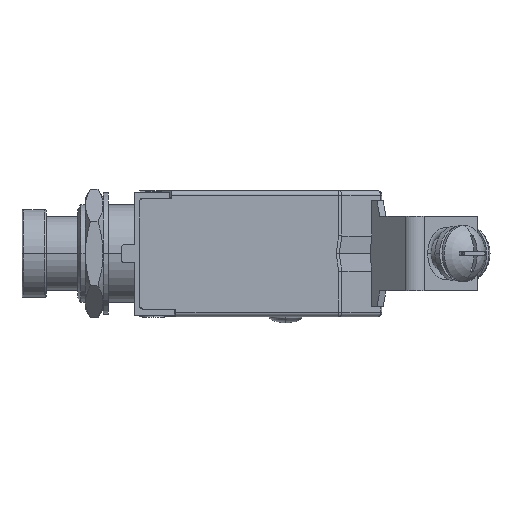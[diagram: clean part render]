
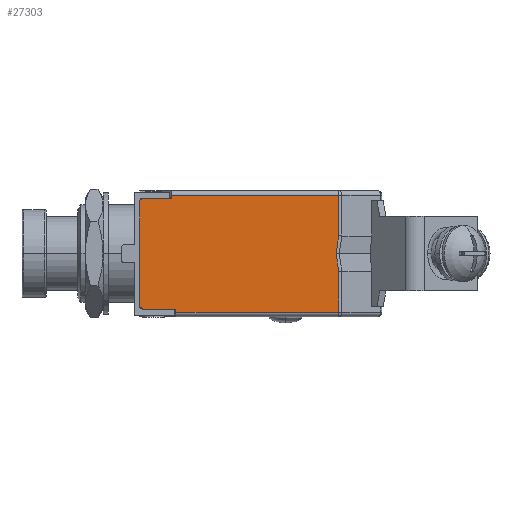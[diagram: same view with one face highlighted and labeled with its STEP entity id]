
A CAD part, left-side view. The second image highlights one B-rep face of the part: STEP entity #27303.
In plain terms, the highlighted planar face has unit normal (-1, 0, 0).
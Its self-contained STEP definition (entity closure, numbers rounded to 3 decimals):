
#1921=DIRECTION('',(0.,-1.,0.));
#1922=VECTOR('',#1921,19.039);
#1923=CARTESIAN_POINT('',(-9.825,22.,6.65));
#1924=LINE('',#1923,#1922);
#4206=DIRECTION('',(0.,-0.147,0.989));
#4207=VECTOR('',#4206,2.048);
#4208=CARTESIAN_POINT('',(-9.825,3.262,0.));
#4209=LINE('',#4208,#4207);
#4214=CARTESIAN_POINT('',(-9.825,3.262,0.));
#4229=DIRECTION('',(0.,0.147,0.989));
#4230=VECTOR('',#4229,2.048);
#4231=CARTESIAN_POINT('',(-9.825,2.961,-2.026));
#4232=LINE('',#4231,#4230);
#4233=DIRECTION('',(0.,0.,-1.));
#4234=VECTOR('',#4233,4.654);
#4235=CARTESIAN_POINT('',(-9.825,2.961,-2.026));
#4236=LINE('',#4235,#4234);
#4257=DIRECTION('',(0.,-1.,0.));
#4258=VECTOR('',#4257,3.2);
#4259=CARTESIAN_POINT('',(-9.825,25.3,6.3));
#4260=LINE('',#4259,#4258);
#4261=DIRECTION('',(0.,0.,-1.));
#4262=VECTOR('',#4261,0.25);
#4263=CARTESIAN_POINT('',(-9.825,22.,6.65));
#4264=LINE('',#4263,#4262);
#4265=DIRECTION('',(0.,0.,1.));
#4266=VECTOR('',#4265,0.25);
#4267=CARTESIAN_POINT('',(-9.825,21.5,-6.68));
#4268=LINE('',#4267,#4266);
#4269=DIRECTION('',(0.,-1.,0.));
#4270=VECTOR('',#4269,3.7);
#4271=CARTESIAN_POINT('',(-9.825,25.3,-6.33));
#4272=LINE('',#4271,#4270);
#4277=DIRECTION('',(0.,0.,-1.));
#4278=VECTOR('',#4277,12.03);
#4279=CARTESIAN_POINT('',(-9.825,25.6,6.));
#4280=LINE('',#4279,#4278);
#4315=DIRECTION('',(0.,-0.707,-0.707));
#4316=VECTOR('',#4315,0.424);
#4317=CARTESIAN_POINT('',(-9.825,25.6,-6.03));
#4318=LINE('',#4317,#4316);
#4365=CARTESIAN_POINT('',(-9.825,21.6,-6.43));
#4366=DIRECTION('',(1.,0.,0.));
#4367=DIRECTION('',(0.,0.,1.));
#4368=AXIS2_PLACEMENT_3D('',#4365,#4366,#4367);
#4370=DIRECTION('',(0.,1.,0.));
#4371=VECTOR('',#4370,18.539);
#4372=CARTESIAN_POINT('',(-9.825,2.961,-6.68));
#4373=LINE('',#4372,#4371);
#6696=DIRECTION('',(0.,-0.707,0.707));
#6697=VECTOR('',#6696,0.424);
#6698=CARTESIAN_POINT('',(-9.825,25.6,6.));
#6699=LINE('',#6698,#6697);
#6722=CARTESIAN_POINT('',(-9.825,22.1,6.4));
#6723=DIRECTION('',(1.,0.,0.));
#6724=DIRECTION('',(0.,-1.,0.));
#6725=AXIS2_PLACEMENT_3D('',#6722,#6723,#6724);
#11501=DIRECTION('',(0.,0.,1.));
#11502=VECTOR('',#11501,4.624);
#11503=CARTESIAN_POINT('',(-9.825,2.961,2.026));
#11504=LINE('',#11503,#11502);
#18745=CARTESIAN_POINT('',(-9.825,25.6,-6.03));
#18746=CARTESIAN_POINT('',(-9.825,25.3,-6.33));
#18747=VERTEX_POINT('',#18745);
#18748=VERTEX_POINT('',#18746);
#18910=CARTESIAN_POINT('',(-9.825,21.5,-6.43));
#18912=VERTEX_POINT('',#18910);
#18914=CARTESIAN_POINT('',(-9.825,21.6,-6.33));
#18916=VERTEX_POINT('',#18914);
#18988=CARTESIAN_POINT('',(-9.825,2.961,-6.68));
#18989=CARTESIAN_POINT('',(-9.825,21.5,-6.68));
#18990=VERTEX_POINT('',#18988);
#18991=VERTEX_POINT('',#18989);
#18996=CARTESIAN_POINT('',(-9.825,2.961,-2.026));
#18997=VERTEX_POINT('',#18996);
#19599=CARTESIAN_POINT('',(-9.825,25.6,6.));
#19600=CARTESIAN_POINT('',(-9.825,25.3,6.3));
#19601=VERTEX_POINT('',#19599);
#19602=VERTEX_POINT('',#19600);
#19758=CARTESIAN_POINT('',(-9.825,22.1,6.3));
#19760=VERTEX_POINT('',#19758);
#19762=CARTESIAN_POINT('',(-9.825,22.,6.4));
#19764=VERTEX_POINT('',#19762);
#19818=CARTESIAN_POINT('',(-9.825,2.961,2.026));
#19819=CARTESIAN_POINT('',(-9.825,2.961,6.65));
#19820=VERTEX_POINT('',#19818);
#19821=VERTEX_POINT('',#19819);
#19830=CARTESIAN_POINT('',(-9.825,22.,6.65));
#19831=VERTEX_POINT('',#19830);
#22113=VERTEX_POINT('',#4214);
#27270=CARTESIAN_POINT('',(-9.825,25.6,0.));
#27271=DIRECTION('',(-1.,0.,0.));
#27272=DIRECTION('',(0.,-1.,0.));
#27273=AXIS2_PLACEMENT_3D('',#27270,#27271,#27272);
#27274=PLANE('',#27273);
#27276=ORIENTED_EDGE('',*,*,#27275,.F.);
#27278=ORIENTED_EDGE('',*,*,#27277,.T.);
#27280=ORIENTED_EDGE('',*,*,#27279,.T.);
#27282=ORIENTED_EDGE('',*,*,#27281,.F.);
#27284=ORIENTED_EDGE('',*,*,#27283,.F.);
#27285=ORIENTED_EDGE('',*,*,#24341,.T.);
#27287=ORIENTED_EDGE('',*,*,#27286,.F.);
#27288=ORIENTED_EDGE('',*,*,#27233,.F.);
#27289=ORIENTED_EDGE('',*,*,#27250,.F.);
#27290=ORIENTED_EDGE('',*,*,#27260,.T.);
#27292=ORIENTED_EDGE('',*,*,#27291,.T.);
#27294=ORIENTED_EDGE('',*,*,#27293,.T.);
#27296=ORIENTED_EDGE('',*,*,#27295,.F.);
#27298=ORIENTED_EDGE('',*,*,#27297,.F.);
#27300=ORIENTED_EDGE('',*,*,#27299,.F.);
#27301=EDGE_LOOP('',(#27276,#27278,#27280,#27282,#27284,#27285,#27287,#27288,
#27289,#27290,#27292,#27294,#27296,#27298,#27300));
#27302=FACE_OUTER_BOUND('',#27301,.F.);
#4369=CIRCLE('',#4368,0.1);
#6726=CIRCLE('',#6725,0.1);
#24341=EDGE_CURVE('',#19831,#19821,#1924,.T.);
#27233=EDGE_CURVE('',#22113,#19820,#4209,.T.);
#27250=EDGE_CURVE('',#18997,#22113,#4232,.T.);
#27260=EDGE_CURVE('',#18997,#18990,#4236,.T.);
#27275=EDGE_CURVE('',#19601,#18747,#4280,.T.);
#27277=EDGE_CURVE('',#19601,#19602,#6699,.T.);
#27279=EDGE_CURVE('',#19602,#19760,#4260,.T.);
#27281=EDGE_CURVE('',#19764,#19760,#6726,.T.);
#27283=EDGE_CURVE('',#19831,#19764,#4264,.T.);
#27286=EDGE_CURVE('',#19820,#19821,#11504,.T.);
#27291=EDGE_CURVE('',#18990,#18991,#4373,.T.);
#27293=EDGE_CURVE('',#18991,#18912,#4268,.T.);
#27295=EDGE_CURVE('',#18916,#18912,#4369,.T.);
#27297=EDGE_CURVE('',#18748,#18916,#4272,.T.);
#27299=EDGE_CURVE('',#18747,#18748,#4318,.T.);
#27303=ADVANCED_FACE('',(#27302),#27274,.T.);
